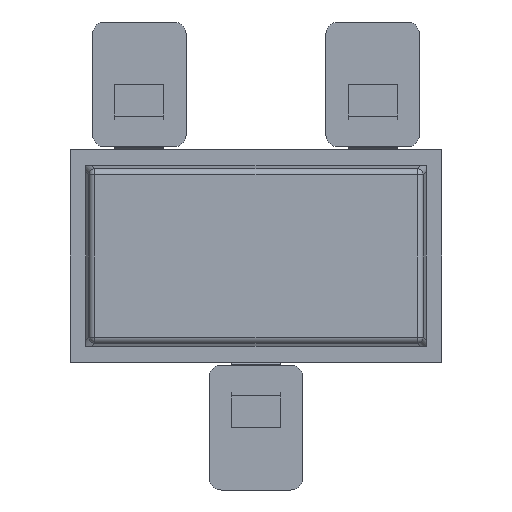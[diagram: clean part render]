
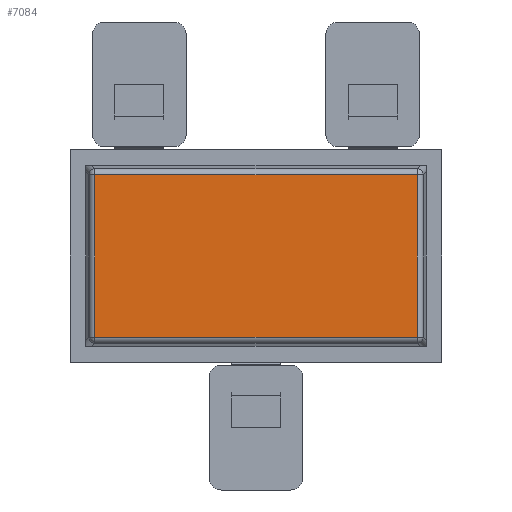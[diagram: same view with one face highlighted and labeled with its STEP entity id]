
A CAD part, front view. The second image highlights one B-rep face of the part: STEP entity #7084.
In plain terms, the highlighted planar face has unit normal (0, -1, 0).
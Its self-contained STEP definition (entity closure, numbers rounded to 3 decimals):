
#183 = VECTOR ( 'NONE', #2904, 1000. ) ;
#202 = EDGE_CURVE ( 'NONE', #1524, #3293, #11687, .T. ) ;
#325 = CARTESIAN_POINT ( 'NONE',  ( -1.311, -0.55, -0.703 ) ) ;
#584 = CARTESIAN_POINT ( 'NONE',  ( -1.311, -0.55, -0.661 ) ) ;
#1037 = LINE ( 'NONE', #5653, #183 ) ;
#1107 = ORIENTED_EDGE ( 'NONE', *, *, #2016, .T. ) ;
#1233 = EDGE_CURVE ( 'NONE', #3293, #1748, #1037, .T. ) ;
#1524 = VERTEX_POINT ( 'NONE', #584 ) ;
#1748 = VERTEX_POINT ( 'NONE', #10438 ) ;
#2016 = EDGE_CURVE ( 'NONE', #1748, #5718, #3347, .T. ) ;
#2034 = CARTESIAN_POINT ( 'NONE',  ( 0., -0.55, 0. ) ) ;
#2216 = DIRECTION ( 'NONE',  ( 0., 0., 1. ) ) ;
#2688 = VECTOR ( 'NONE', #7612, 1000. ) ;
#2710 = EDGE_LOOP ( 'NONE', ( #9644, #7713, #1107, #11886 ) ) ;
#2904 = DIRECTION ( 'NONE',  ( 0., 0., 1. ) ) ;
#3061 = CARTESIAN_POINT ( 'NONE',  ( -1.311, -0.55, 0.661 ) ) ;
#3293 = VERTEX_POINT ( 'NONE', #9310 ) ;
#3347 = LINE ( 'NONE', #9888, #5679 ) ;
#5653 = CARTESIAN_POINT ( 'NONE',  ( 1.311, -0.55, 0.703 ) ) ;
#5679 = VECTOR ( 'NONE', #9259, 1000. ) ;
#5691 = DIRECTION ( 'NONE',  ( 0., 1., 0. ) ) ;
#5718 = VERTEX_POINT ( 'NONE', #3061 ) ;
#6121 = AXIS2_PLACEMENT_3D ( 'NONE', #2034, #5691, #2216 ) ;
#6137 = DIRECTION ( 'NONE',  ( 1., 0., 0. ) ) ;
#7050 = CARTESIAN_POINT ( 'NONE',  ( 1.353, -0.55, -0.661 ) ) ;
#7084 = ADVANCED_FACE ( 'NONE', ( #9119 ), #7347, .F. ) ;
#7347 = PLANE ( 'NONE',  #6121 ) ;
#7612 = DIRECTION ( 'NONE',  ( 0., 0., -1. ) ) ;
#7713 = ORIENTED_EDGE ( 'NONE', *, *, #1233, .T. ) ;
#8582 = VECTOR ( 'NONE', #6137, 1000. ) ;
#8651 = LINE ( 'NONE', #325, #2688 ) ;
#9119 = FACE_OUTER_BOUND ( 'NONE', #2710, .T. ) ;
#9259 = DIRECTION ( 'NONE',  ( -1., 0., 0. ) ) ;
#9310 = CARTESIAN_POINT ( 'NONE',  ( 1.311, -0.55, -0.661 ) ) ;
#9644 = ORIENTED_EDGE ( 'NONE', *, *, #202, .T. ) ;
#9888 = CARTESIAN_POINT ( 'NONE',  ( -1.353, -0.55, 0.661 ) ) ;
#10144 = EDGE_CURVE ( 'NONE', #5718, #1524, #8651, .T. ) ;
#10438 = CARTESIAN_POINT ( 'NONE',  ( 1.311, -0.55, 0.661 ) ) ;
#11687 = LINE ( 'NONE', #7050, #8582 ) ;
#11886 = ORIENTED_EDGE ( 'NONE', *, *, #10144, .T. ) ;
